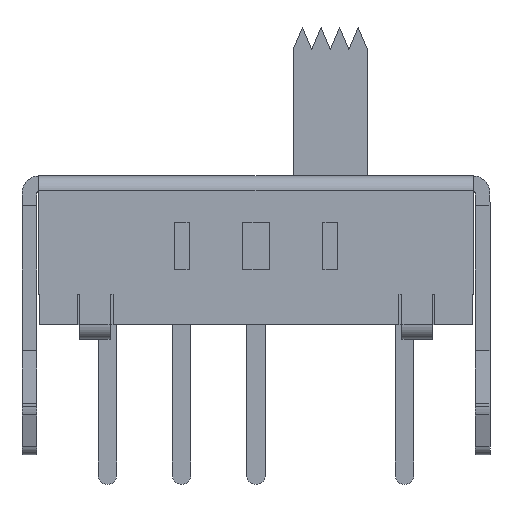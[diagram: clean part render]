
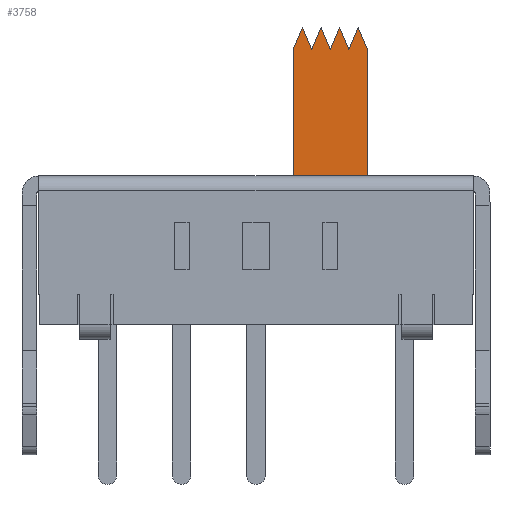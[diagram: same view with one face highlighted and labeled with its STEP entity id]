
A CAD part, top view. The second image highlights one B-rep face of the part: STEP entity #3758.
In plain terms, the highlighted planar face has unit normal (0, 0, 1).
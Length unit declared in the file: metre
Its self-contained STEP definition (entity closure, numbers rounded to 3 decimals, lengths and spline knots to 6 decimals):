
#203 = VERTEX_POINT ( 'NONE', #401 ) ;
#401 = CARTESIAN_POINT ( 'NONE',  ( 0.0025, 0.0038, 0.001 ) ) ;
#460 = CARTESIAN_POINT ( 'NONE',  ( 0.00225, 0.0044, 0.001 ) ) ;
#688 = CARTESIAN_POINT ( 'NONE',  ( 0.001, 0., 0.001 ) ) ;
#760 = ORIENTED_EDGE ( 'NONE', *, *, #2201, .F. ) ;
#779 = VECTOR ( 'NONE', #4826, 1. ) ;
#920 = DIRECTION ( 'NONE',  ( -0.385, 0.923, 0. ) ) ;
#936 = LINE ( 'NONE', #7707, #2005 ) ;
#941 = CARTESIAN_POINT ( 'NONE',  ( 0.00225, 0.0044, 0.001 ) ) ;
#1082 = EDGE_LOOP ( 'NONE', ( #1587, #3354, #760, #1512, #4309, #5731, #5287, #7192, #1715, #7760, #4063 ) ) ;
#1284 = VERTEX_POINT ( 'NONE', #3901 ) ;
#1512 = ORIENTED_EDGE ( 'NONE', *, *, #4741, .F. ) ;
#1513 = CARTESIAN_POINT ( 'NONE',  ( 0.00175, 0.0044, 0.001 ) ) ;
#1587 = ORIENTED_EDGE ( 'NONE', *, *, #4700, .T. ) ;
#1619 = LINE ( 'NONE', #3454, #5641 ) ;
#1715 = ORIENTED_EDGE ( 'NONE', *, *, #6050, .T. ) ;
#1719 = EDGE_CURVE ( 'NONE', #7030, #203, #1974, .T. ) ;
#1735 = DIRECTION ( 'NONE',  ( -1., 0., 0. ) ) ;
#1870 = LINE ( 'NONE', #3003, #7572 ) ;
#1974 = LINE ( 'NONE', #5974, #8491 ) ;
#2005 = VECTOR ( 'NONE', #5030, 1. ) ;
#2055 = VECTOR ( 'NONE', #8548, 1. ) ;
#2201 = EDGE_CURVE ( 'NONE', #7245, #2258, #936, .T. ) ;
#2258 = VERTEX_POINT ( 'NONE', #2468 ) ;
#2434 = AXIS2_PLACEMENT_3D ( 'NONE', #5034, #4574, #3772 ) ;
#2468 = CARTESIAN_POINT ( 'NONE',  ( 0.001, 0.0038, 0.001 ) ) ;
#2633 = VERTEX_POINT ( 'NONE', #2637 ) ;
#2637 = CARTESIAN_POINT ( 'NONE',  ( 0.003, 0., 0.001 ) ) ;
#2775 = CARTESIAN_POINT ( 'NONE',  ( 0.002, 0.0038, 0.001 ) ) ;
#3003 = CARTESIAN_POINT ( 'NONE',  ( -0.0015, 0., 0.001 ) ) ;
#3287 = LINE ( 'NONE', #5319, #5779 ) ;
#3354 = ORIENTED_EDGE ( 'NONE', *, *, #5165, .T. ) ;
#3447 = DIRECTION ( 'NONE',  ( -0.385, -0.923, 0. ) ) ;
#3454 = CARTESIAN_POINT ( 'NONE',  ( 0.00275, 0.0044, 0.001 ) ) ;
#3517 = FACE_OUTER_BOUND ( 'NONE', #1082, .T. ) ;
#3758 = ADVANCED_FACE ( 'NONE', ( #3517 ), #6850, .T. ) ;
#3772 = DIRECTION ( 'NONE',  ( 1., 0., 0. ) ) ;
#3865 = VERTEX_POINT ( 'NONE', #2775 ) ;
#3877 = EDGE_CURVE ( 'NONE', #2633, #1284, #8013, .T. ) ;
#3901 = CARTESIAN_POINT ( 'NONE',  ( 0.003, 0.0038, 0.001 ) ) ;
#3974 = VECTOR ( 'NONE', #7570, 1. ) ;
#4034 = CARTESIAN_POINT ( 'NONE',  ( 0.003, 0., 0.001 ) ) ;
#4054 = EDGE_CURVE ( 'NONE', #6166, #4438, #4199, .T. ) ;
#4063 = ORIENTED_EDGE ( 'NONE', *, *, #4054, .T. ) ;
#4179 = DIRECTION ( 'NONE',  ( -0.385, 0.923, 0. ) ) ;
#4199 = LINE ( 'NONE', #4938, #3974 ) ;
#4266 = LINE ( 'NONE', #1513, #4407 ) ;
#4309 = ORIENTED_EDGE ( 'NONE', *, *, #3877, .T. ) ;
#4386 = EDGE_CURVE ( 'NONE', #1284, #7030, #1619, .T. ) ;
#4407 = VECTOR ( 'NONE', #4179, 1. ) ;
#4438 = VERTEX_POINT ( 'NONE', #5410 ) ;
#4506 = CARTESIAN_POINT ( 'NONE',  ( 0.00125, 0.0044, 0.001 ) ) ;
#4574 = DIRECTION ( 'NONE',  ( 0., 0., 1. ) ) ;
#4700 = EDGE_CURVE ( 'NONE', #4438, #8042, #3287, .T. ) ;
#4741 = EDGE_CURVE ( 'NONE', #2633, #7245, #1870, .T. ) ;
#4826 = DIRECTION ( 'NONE',  ( -0.385, 0.923, 0. ) ) ;
#4938 = CARTESIAN_POINT ( 'NONE',  ( 0.0015, 0.0038, 0.001 ) ) ;
#5030 = DIRECTION ( 'NONE',  ( 0., 1., 0. ) ) ;
#5034 = CARTESIAN_POINT ( 'NONE',  ( 0.002, 0., 0.001 ) ) ;
#5165 = EDGE_CURVE ( 'NONE', #8042, #2258, #7745, .T. ) ;
#5237 = VECTOR ( 'NONE', #8050, 1. ) ;
#5287 = ORIENTED_EDGE ( 'NONE', *, *, #1719, .T. ) ;
#5307 = CARTESIAN_POINT ( 'NONE',  ( 0.002, 0.0038, 0.001 ) ) ;
#5319 = CARTESIAN_POINT ( 'NONE',  ( 0.00125, 0.0044, 0.001 ) ) ;
#5410 = CARTESIAN_POINT ( 'NONE',  ( 0.0015, 0.0038, 0.001 ) ) ;
#5641 = VECTOR ( 'NONE', #920, 1. ) ;
#5731 = ORIENTED_EDGE ( 'NONE', *, *, #4386, .T. ) ;
#5779 = VECTOR ( 'NONE', #5827, 1. ) ;
#5800 = CARTESIAN_POINT ( 'NONE',  ( 0.00125, 0.0044, 0.001 ) ) ;
#5827 = DIRECTION ( 'NONE',  ( -0.385, 0.923, 0. ) ) ;
#5974 = CARTESIAN_POINT ( 'NONE',  ( 0.0025, 0.0038, 0.001 ) ) ;
#6050 = EDGE_CURVE ( 'NONE', #6273, #3865, #6651, .T. ) ;
#6166 = VERTEX_POINT ( 'NONE', #6285 ) ;
#6198 = EDGE_CURVE ( 'NONE', #203, #6273, #7415, .T. ) ;
#6273 = VERTEX_POINT ( 'NONE', #460 ) ;
#6285 = CARTESIAN_POINT ( 'NONE',  ( 0.00175, 0.0044, 0.001 ) ) ;
#6651 = LINE ( 'NONE', #5307, #2055 ) ;
#6850 = PLANE ( 'NONE',  #2434 ) ;
#6851 = EDGE_CURVE ( 'NONE', #3865, #6166, #4266, .T. ) ;
#7030 = VERTEX_POINT ( 'NONE', #8357 ) ;
#7142 = DIRECTION ( 'NONE',  ( -0.385, -0.923, 0. ) ) ;
#7192 = ORIENTED_EDGE ( 'NONE', *, *, #6198, .T. ) ;
#7245 = VERTEX_POINT ( 'NONE', #688 ) ;
#7415 = LINE ( 'NONE', #941, #779 ) ;
#7447 = VECTOR ( 'NONE', #7142, 1. ) ;
#7570 = DIRECTION ( 'NONE',  ( -0.385, -0.923, 0. ) ) ;
#7572 = VECTOR ( 'NONE', #1735, 1. ) ;
#7707 = CARTESIAN_POINT ( 'NONE',  ( 0.001, 0.0044, 0.001 ) ) ;
#7745 = LINE ( 'NONE', #4506, #7447 ) ;
#7760 = ORIENTED_EDGE ( 'NONE', *, *, #6851, .T. ) ;
#8013 = LINE ( 'NONE', #4034, #5237 ) ;
#8042 = VERTEX_POINT ( 'NONE', #5800 ) ;
#8050 = DIRECTION ( 'NONE',  ( 0., 1., 0. ) ) ;
#8357 = CARTESIAN_POINT ( 'NONE',  ( 0.00275, 0.0044, 0.001 ) ) ;
#8491 = VECTOR ( 'NONE', #3447, 1. ) ;
#8548 = DIRECTION ( 'NONE',  ( -0.385, -0.923, 0. ) ) ;
